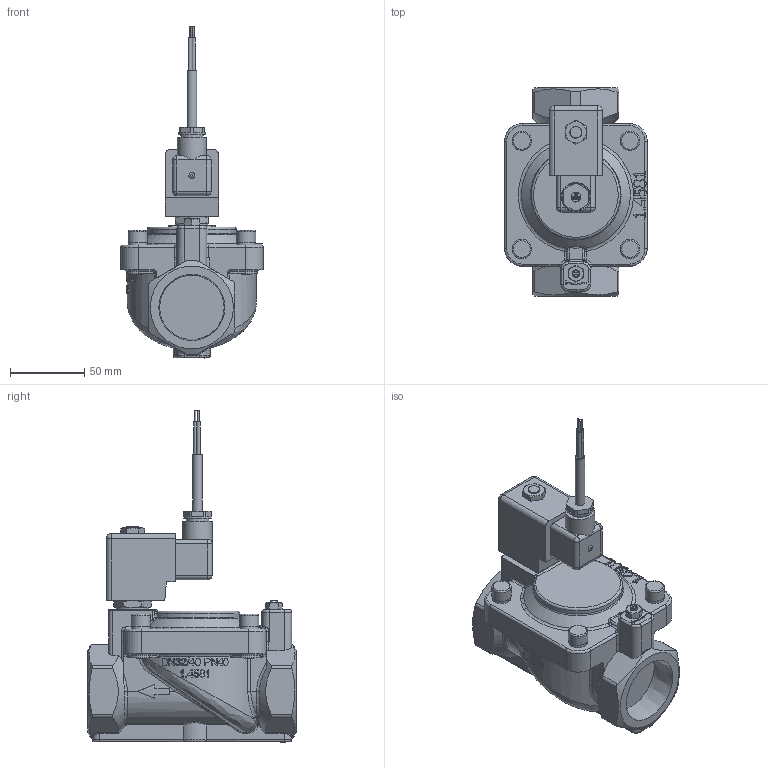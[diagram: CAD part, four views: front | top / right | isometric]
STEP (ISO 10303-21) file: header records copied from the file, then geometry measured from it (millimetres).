
FILE_DESCRIPTION(/* description */ ('2/2 servogest. Membran-Magnetventil'),/* implementation_level */ '2;1');
FILE_NAME(/* name */ '040.003708_B4027-0806-.148.stp',/* time_stamp */ '2022-02-25T10:44:18+01:00',/* author */ ('CBeuthner'),/* organization */ (''),/* preprocessor_version */ 'ST-DEVELOPER v16.1',/* originating_system */ 'Autodesk Inventor 2016',/* authorisation */ '');
FILE_SCHEMA (('CONFIG_CONTROL_DESIGN'));
Products named in the file (1): 88-005489
Bounding box: 96.2 x 140 x 223.3 mm (x, y, z)
Volume: 688803.2 mm3; surface area: 76104.7 mm2
Topology: 1 solids, 1 shells, 798 faces, 2050 edges, 1294 vertices
Faces by surface type: plane 321, cylinder 191, bspline 179, cone 50, torus 45, sphere 12
Full cylindrical faces by diameter (mm): 1.2 x3, 4.917 x2, 5 x1, 6.5 x1, 8 x5, 13 x4, 15 x1, 18.5 x1, 19.8 x1, 22 x1
Entity records: 38891 total; most frequent: CARTESIAN_POINT 20278, ORIENTED_EDGE 3978, DIRECTION 3194, EDGE_CURVE 1986, VERTEX_POINT 1281, AXIS2_PLACEMENT_3D 1173, EDGE_LOOP 897, LINE 848
